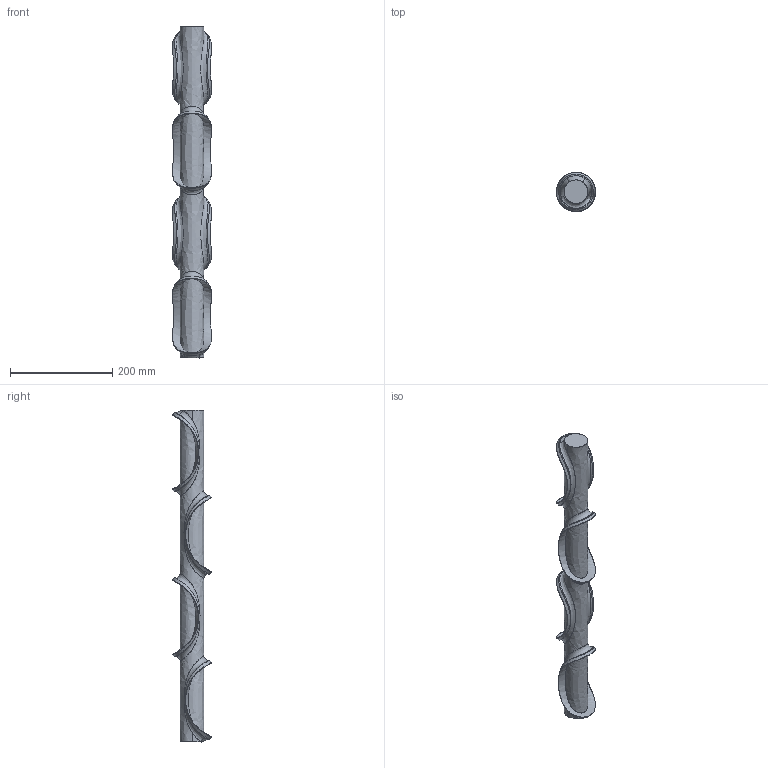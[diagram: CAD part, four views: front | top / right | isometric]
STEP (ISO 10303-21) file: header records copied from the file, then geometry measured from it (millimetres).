
FILE_DESCRIPTION((''),'2;1');
FILE_NAME('RODILLO 65CM X 14.5CM SERV.STP','2025-08-21T10:33:45',(''),(''),'STEP Write','Mastercam X5 ... CNC Software, Inc.','');
FILE_SCHEMA(('AUTOMOTIVE_DESIGN'));
Length unit declared in the file: millimetre
Products named in the file (1): None
Bounding box: 76.2 x 76.2 x 650 mm (x, y, z)
Surface area: 146234.3 mm2 (no closed solid volume)
Topology: 0 solids, 33 shells, 33 faces, 144 edges, 158 vertices
Faces by surface type: bspline 33
Entity records: 42508 total; most frequent: CARTESIAN_POINT 41503, STYLED_ITEM 211, ORIENTED_EDGE 112, EDGE_CURVE 95, B_SPLINE_CURVE_WITH_KNOTS 90, VERTEX_POINT 78, DIRECTION 64, EDGE_LOOP 37
